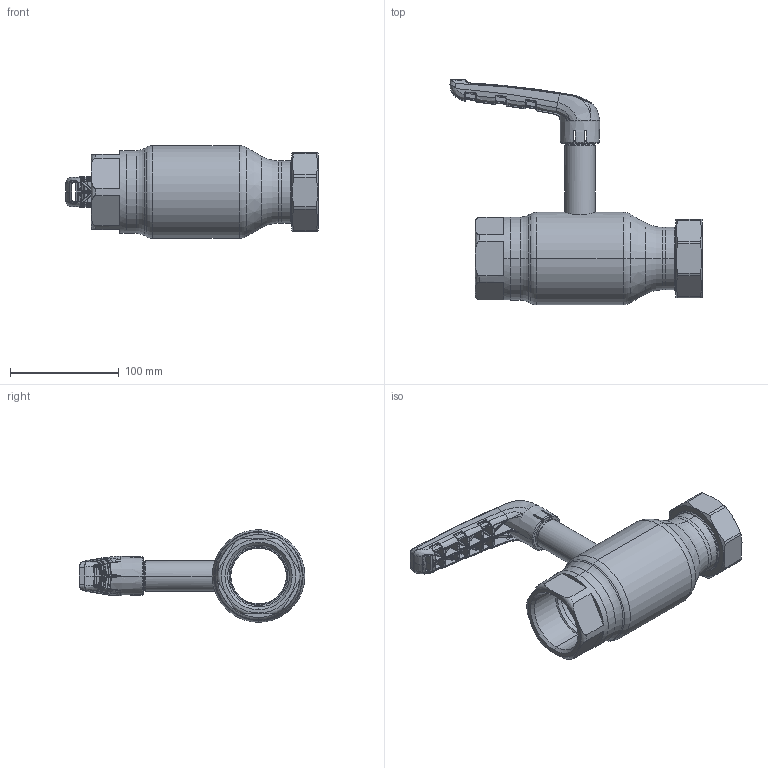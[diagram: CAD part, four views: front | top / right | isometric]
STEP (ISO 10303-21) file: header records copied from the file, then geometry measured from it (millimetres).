
FILE_DESCRIPTION (( 'STEP AP214' ), '1' );
FILE_NAME ('2050002201-xxxx.step', '2019-05-10T10:43:38', ( '' ), ( '' ), 'SwSTEP 2.0', 'SolidWorks 2017', '' );
FILE_SCHEMA (( 'AUTOMOTIVE_DESIGN' ));
Length unit declared in the file: millimetre
Products named in the file (1): 2050002201-xxxx
Bounding box: 231.55 x 207.31 x 85 mm (x, y, z)
Surface area: 108411 mm2 (no closed solid volume)
Topology: 0 solids, 15 shells, 796 faces, 2632 edges, 1704 vertices
Faces by surface type: bspline 619, plane 62, cylinder 46, cone 36, torus 27, sphere 6
Entity records: 59799 total; most frequent: CARTESIAN_POINT 34336, ORIENTED_EDGE 4140, EDGE_CURVE 2622, B_SPLINE_CURVE_WITH_KNOTS 1797, DIRECTION 1791, VERTEX_POINT 1704, EDGE_LOOP 807, UNCERTAINTY_MEASURE_WITH_UNIT 798
